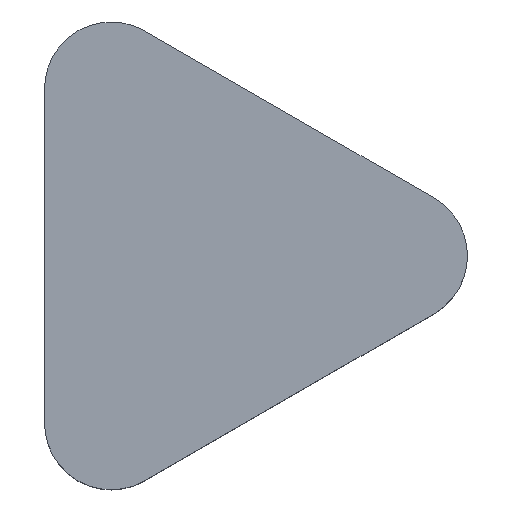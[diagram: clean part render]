
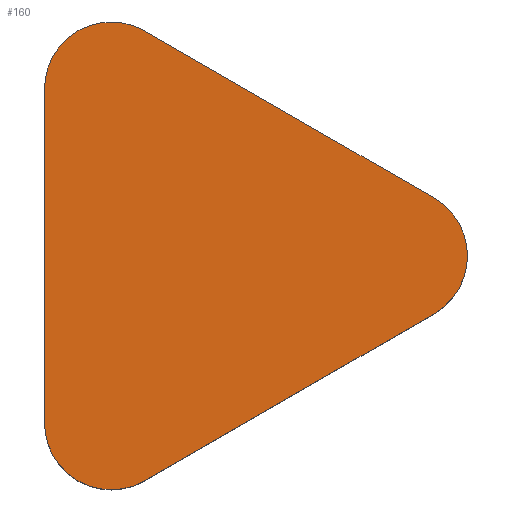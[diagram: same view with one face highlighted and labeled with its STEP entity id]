
A CAD part, top view. The second image highlights one B-rep face of the part: STEP entity #160.
In plain terms, the highlighted planar face has unit normal (0, 0, 1).
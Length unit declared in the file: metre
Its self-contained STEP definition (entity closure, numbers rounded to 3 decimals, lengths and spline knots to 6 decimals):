
#16=LINE('',#264,#28);
#20=LINE('',#276,#32);
#23=LINE('',#285,#35);
#28=VECTOR('',#215,1.);
#32=VECTOR('',#227,1.);
#35=VECTOR('',#238,1.);
#40=PLANE('',#191);
#69=ORIENTED_EDGE('',*,*,#86,.T.);
#70=ORIENTED_EDGE('',*,*,#90,.T.);
#71=ORIENTED_EDGE('',*,*,#93,.T.);
#72=ORIENTED_EDGE('',*,*,#96,.T.);
#73=ORIENTED_EDGE('',*,*,#99,.T.);
#74=ORIENTED_EDGE('',*,*,#101,.T.);
#86=EDGE_CURVE('',#107,#106,#119,.T.);
#90=EDGE_CURVE('',#106,#109,#16,.T.);
#93=EDGE_CURVE('',#109,#111,#121,.T.);
#96=EDGE_CURVE('',#111,#113,#20,.T.);
#99=EDGE_CURVE('',#113,#115,#123,.T.);
#101=EDGE_CURVE('',#115,#107,#23,.T.);
#106=VERTEX_POINT('',#255);
#107=VERTEX_POINT('',#257);
#109=VERTEX_POINT('',#263);
#111=VERTEX_POINT('',#269);
#113=VERTEX_POINT('',#275);
#115=VERTEX_POINT('',#281);
#119=CIRCLE('',#181,0.001);
#121=CIRCLE('',#185,0.001);
#123=CIRCLE('',#189,0.001);
#133=EDGE_LOOP('',(#69,#70,#71,#72,#73,#74));
#145=FACE_BOUND('',#133,.T.);
#160=ADVANCED_FACE('',(#145),#40,.T.);
#181=AXIS2_PLACEMENT_3D('',#256,#208,#209);
#185=AXIS2_PLACEMENT_3D('',#270,#221,#222);
#189=AXIS2_PLACEMENT_3D('',#282,#233,#234);
#191=AXIS2_PLACEMENT_3D('',#286,#239,#240);
#208=DIRECTION('',(0.,0.,1.));
#209=DIRECTION('',(1.,0.,0.));
#215=DIRECTION('',(-0.866,0.5,0.));
#221=DIRECTION('',(0.,0.,1.));
#222=DIRECTION('',(1.,0.,0.));
#227=DIRECTION('',(0.,-1.,0.));
#233=DIRECTION('',(0.,0.,1.));
#234=DIRECTION('',(1.,0.,0.));
#238=DIRECTION('',(0.866,0.5,0.));
#239=DIRECTION('',(0.,0.,1.));
#240=DIRECTION('',(1.,0.,0.));
#255=CARTESIAN_POINT('',(-0.024861,0.032499,0.0026));
#256=CARTESIAN_POINT('',(-0.025361,0.031633,0.0026));
#257=CARTESIAN_POINT('',(-0.024861,0.030767,0.0026));
#263=CARTESIAN_POINT('',(-0.029191,0.034999,0.0026));
#264=CARTESIAN_POINT('',(-0.027026,0.033749,0.0026));
#269=CARTESIAN_POINT('',(-0.030691,0.034133,0.0026));
#270=CARTESIAN_POINT('',(-0.029691,0.034133,0.0026));
#275=CARTESIAN_POINT('',(-0.030691,0.029133,0.0026));
#276=CARTESIAN_POINT('',(-0.030691,0.031633,0.0026));
#281=CARTESIAN_POINT('',(-0.029191,0.028267,0.0026));
#282=CARTESIAN_POINT('',(-0.029691,0.029133,0.0026));
#285=CARTESIAN_POINT('',(-0.027026,0.029517,0.0026));
#286=CARTESIAN_POINT('',(-0.027526,0.031633,0.0026));
